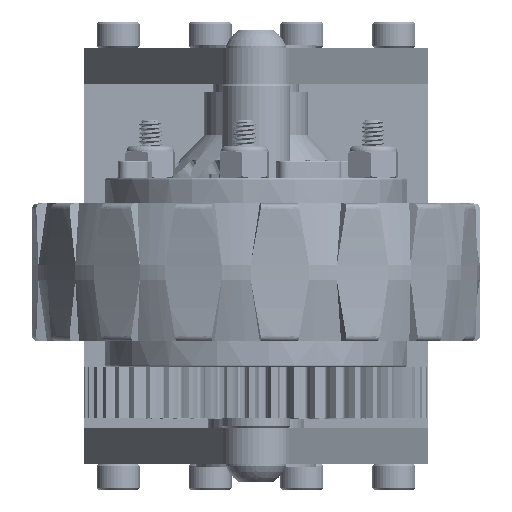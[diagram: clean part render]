
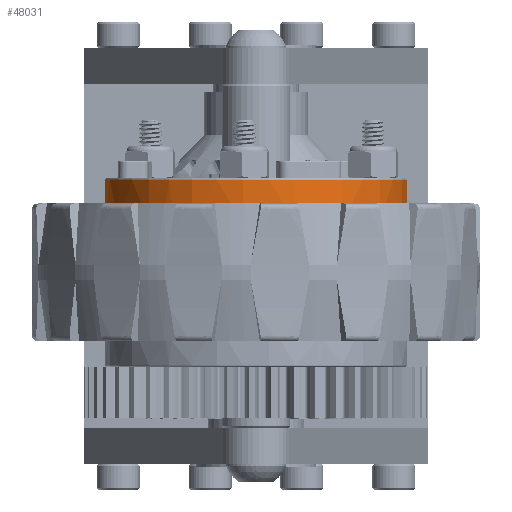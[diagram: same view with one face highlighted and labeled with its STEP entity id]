
A CAD part, front view. The second image highlights one B-rep face of the part: STEP entity #48031.
In plain terms, the highlighted conical face has half-angle 0.5 degrees and reference radius 27.94 mm.
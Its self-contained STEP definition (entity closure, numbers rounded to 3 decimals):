
#2980=LINE($,#86957,#4711);
#2981=LINE($,#86961,#4712);
#2982=LINE($,#86965,#4713);
#2983=LINE($,#86969,#4714);
#2984=LINE($,#86973,#4715);
#2985=LINE($,#86977,#4716);
#2986=LINE($,#86981,#4717);
#2987=LINE($,#86985,#4718);
#2988=LINE($,#86989,#4719);
#2989=LINE($,#86993,#4720);
#2990=LINE($,#86997,#4721);
#2991=LINE($,#87000,#4722);
#4711=VECTOR($,#61943,11.7);
#4712=VECTOR($,#61946,11.7);
#4713=VECTOR($,#61949,11.7);
#4714=VECTOR($,#61952,11.7);
#4715=VECTOR($,#61955,11.7);
#4716=VECTOR($,#61958,11.7);
#4717=VECTOR($,#61961,11.7);
#4718=VECTOR($,#61964,11.7);
#4719=VECTOR($,#61967,11.7);
#4720=VECTOR($,#61970,11.7);
#4721=VECTOR($,#61973,11.7);
#4722=VECTOR($,#61976,11.7);
#9072=CONICAL_SURFACE($,#52479,27.94,0.5);
#9619=FACE_BOUND($,#14055,.T.);
#10800=FACE_OUTER_BOUND($,#14054,.T.);
#14054=EDGE_LOOP($,(#36203));
#14055=EDGE_LOOP($,(#36204,#36205,#36206,#36207,#36208,#36209,#36210,#36211,
#36212,#36213,#36214,#36215,#36216,#36217,#36218,#36219,#36220,#36221,#36222,
#36223,#36224,#36225,#36226,#36227));
#17617=CIRCLE($,#52265,27.887);
#17774=CIRCLE($,#52480,28.027);
#17775=CIRCLE($,#52481,27.925);
#17776=CIRCLE($,#52482,28.027);
#17777=CIRCLE($,#52483,27.925);
#17778=CIRCLE($,#52484,28.027);
#17779=CIRCLE($,#52485,27.925);
#17780=CIRCLE($,#52486,28.027);
#17781=CIRCLE($,#52487,27.925);
#17782=CIRCLE($,#52488,28.027);
#17783=CIRCLE($,#52489,27.925);
#17784=CIRCLE($,#52490,28.027);
#17785=CIRCLE($,#52491,27.925);
#21935=VERTEX_POINT($,#86440);
#22137=VERTEX_POINT($,#86953);
#22138=VERTEX_POINT($,#86954);
#22139=VERTEX_POINT($,#86956);
#22140=VERTEX_POINT($,#86958);
#22141=VERTEX_POINT($,#86960);
#22142=VERTEX_POINT($,#86962);
#22143=VERTEX_POINT($,#86964);
#22144=VERTEX_POINT($,#86966);
#22145=VERTEX_POINT($,#86968);
#22146=VERTEX_POINT($,#86970);
#22147=VERTEX_POINT($,#86972);
#22148=VERTEX_POINT($,#86974);
#22149=VERTEX_POINT($,#86976);
#22150=VERTEX_POINT($,#86978);
#22151=VERTEX_POINT($,#86980);
#22152=VERTEX_POINT($,#86982);
#22153=VERTEX_POINT($,#86984);
#22154=VERTEX_POINT($,#86986);
#22155=VERTEX_POINT($,#86988);
#22156=VERTEX_POINT($,#86990);
#22157=VERTEX_POINT($,#86992);
#22158=VERTEX_POINT($,#86994);
#22159=VERTEX_POINT($,#86996);
#22160=VERTEX_POINT($,#86998);
#27137=EDGE_CURVE($,#21935,#21935,#17617,.T.);
#27362=EDGE_CURVE($,#22137,#22138,#17774,.T.);
#27363=EDGE_CURVE($,#22139,#22137,#2980,.T.);
#27364=EDGE_CURVE($,#22139,#22140,#17775,.T.);
#27365=EDGE_CURVE($,#22141,#22140,#2981,.T.);
#27366=EDGE_CURVE($,#22142,#22141,#17776,.T.);
#27367=EDGE_CURVE($,#22143,#22142,#2982,.T.);
#27368=EDGE_CURVE($,#22143,#22144,#17777,.T.);
#27369=EDGE_CURVE($,#22145,#22144,#2983,.T.);
#27370=EDGE_CURVE($,#22146,#22145,#17778,.T.);
#27371=EDGE_CURVE($,#22147,#22146,#2984,.T.);
#27372=EDGE_CURVE($,#22147,#22148,#17779,.T.);
#27373=EDGE_CURVE($,#22149,#22148,#2985,.T.);
#27374=EDGE_CURVE($,#22150,#22149,#17780,.T.);
#27375=EDGE_CURVE($,#22151,#22150,#2986,.T.);
#27376=EDGE_CURVE($,#22151,#22152,#17781,.T.);
#27377=EDGE_CURVE($,#22153,#22152,#2987,.T.);
#27378=EDGE_CURVE($,#22154,#22153,#17782,.T.);
#27379=EDGE_CURVE($,#22155,#22154,#2988,.T.);
#27380=EDGE_CURVE($,#22155,#22156,#17783,.T.);
#27381=EDGE_CURVE($,#22157,#22156,#2989,.T.);
#27382=EDGE_CURVE($,#22158,#22157,#17784,.T.);
#27383=EDGE_CURVE($,#22159,#22158,#2990,.T.);
#27384=EDGE_CURVE($,#22159,#22160,#17785,.T.);
#27385=EDGE_CURVE($,#22138,#22160,#2991,.T.);
#36203=ORIENTED_EDGE($,*,*,#27137,.T.);
#36204=ORIENTED_EDGE($,*,*,#27362,.F.);
#36205=ORIENTED_EDGE($,*,*,#27363,.F.);
#36206=ORIENTED_EDGE($,*,*,#27364,.T.);
#36207=ORIENTED_EDGE($,*,*,#27365,.F.);
#36208=ORIENTED_EDGE($,*,*,#27366,.F.);
#36209=ORIENTED_EDGE($,*,*,#27367,.F.);
#36210=ORIENTED_EDGE($,*,*,#27368,.T.);
#36211=ORIENTED_EDGE($,*,*,#27369,.F.);
#36212=ORIENTED_EDGE($,*,*,#27370,.F.);
#36213=ORIENTED_EDGE($,*,*,#27371,.F.);
#36214=ORIENTED_EDGE($,*,*,#27372,.T.);
#36215=ORIENTED_EDGE($,*,*,#27373,.F.);
#36216=ORIENTED_EDGE($,*,*,#27374,.F.);
#36217=ORIENTED_EDGE($,*,*,#27375,.F.);
#36218=ORIENTED_EDGE($,*,*,#27376,.T.);
#36219=ORIENTED_EDGE($,*,*,#27377,.F.);
#36220=ORIENTED_EDGE($,*,*,#27378,.F.);
#36221=ORIENTED_EDGE($,*,*,#27379,.F.);
#36222=ORIENTED_EDGE($,*,*,#27380,.T.);
#36223=ORIENTED_EDGE($,*,*,#27381,.F.);
#36224=ORIENTED_EDGE($,*,*,#27382,.F.);
#36225=ORIENTED_EDGE($,*,*,#27383,.F.);
#36226=ORIENTED_EDGE($,*,*,#27384,.T.);
#36227=ORIENTED_EDGE($,*,*,#27385,.F.);
#48031=ADVANCED_FACE($,(#10800,#9619),#9072,.T.);
#52265=AXIS2_PLACEMENT_3D($,#86441,#61449,#61450);
#52479=AXIS2_PLACEMENT_3D($,#86952,#61939,#61940);
#52480=AXIS2_PLACEMENT_3D($,#86955,#61941,#61942);
#52481=AXIS2_PLACEMENT_3D($,#86959,#61944,#61945);
#52482=AXIS2_PLACEMENT_3D($,#86963,#61947,#61948);
#52483=AXIS2_PLACEMENT_3D($,#86967,#61950,#61951);
#52484=AXIS2_PLACEMENT_3D($,#86971,#61953,#61954);
#52485=AXIS2_PLACEMENT_3D($,#86975,#61956,#61957);
#52486=AXIS2_PLACEMENT_3D($,#86979,#61959,#61960);
#52487=AXIS2_PLACEMENT_3D($,#86983,#61962,#61963);
#52488=AXIS2_PLACEMENT_3D($,#86987,#61965,#61966);
#52489=AXIS2_PLACEMENT_3D($,#86991,#61968,#61969);
#52490=AXIS2_PLACEMENT_3D($,#86995,#61971,#61972);
#52491=AXIS2_PLACEMENT_3D($,#86999,#61974,#61975);
#61449=DIRECTION('center_axis',(0.,0.,1.));
#61450=DIRECTION('ref_axis',(0.,1.,0.));
#61939=DIRECTION('center_axis',(0.,0.,1.));
#61940=DIRECTION('ref_axis',(0.,-1.,0.));
#61941=DIRECTION('center_axis',(0.,0.,1.));
#61942=DIRECTION('ref_axis',(1.,0.,0.));
#61943=DIRECTION($,(-0.004,-0.008,1.));
#61944=DIRECTION('center_axis',(0.,0.,-1.));
#61945=DIRECTION('ref_axis',(-1.,0.,0.));
#61946=DIRECTION($,(0.004,0.008,-1.));
#61947=DIRECTION('center_axis',(0.,0.,1.));
#61948=DIRECTION('ref_axis',(1.,0.,0.));
#61949=DIRECTION($,(-0.009,0.,1.));
#61950=DIRECTION('center_axis',(0.,0.,-1.));
#61951=DIRECTION('ref_axis',(-1.,0.,0.));
#61952=DIRECTION($,(0.009,0.,-1.));
#61953=DIRECTION('center_axis',(0.,0.,1.));
#61954=DIRECTION('ref_axis',(1.,0.,0.));
#61955=DIRECTION($,(-0.004,0.008,1.));
#61956=DIRECTION('center_axis',(0.,0.,-1.));
#61957=DIRECTION('ref_axis',(-1.,0.,0.));
#61958=DIRECTION($,(0.004,-0.008,-1.));
#61959=DIRECTION('center_axis',(0.,0.,1.));
#61960=DIRECTION('ref_axis',(1.,0.,0.));
#61961=DIRECTION($,(0.004,0.008,1.));
#61962=DIRECTION('center_axis',(0.,0.,-1.));
#61963=DIRECTION('ref_axis',(-1.,0.,0.));
#61964=DIRECTION($,(-0.004,-0.008,-1.));
#61965=DIRECTION('center_axis',(0.,0.,1.));
#61966=DIRECTION('ref_axis',(1.,0.,0.));
#61967=DIRECTION($,(0.009,0.,1.));
#61968=DIRECTION('center_axis',(0.,0.,-1.));
#61969=DIRECTION('ref_axis',(-1.,0.,0.));
#61970=DIRECTION($,(-0.009,0.,-1.));
#61971=DIRECTION('center_axis',(0.,0.,1.));
#61972=DIRECTION('ref_axis',(1.,0.,0.));
#61973=DIRECTION($,(0.004,-0.008,1.));
#61974=DIRECTION('center_axis',(0.,0.,-1.));
#61975=DIRECTION('ref_axis',(-1.,0.,0.));
#61976=DIRECTION($,(-0.004,0.008,-1.));
#86440=CARTESIAN_POINT('',(0.,-27.887,-17.102));
#86441=CARTESIAN_POINT('Origin',(0.,0.,
-17.102));
#86952=CARTESIAN_POINT('Origin',(0.,0.,
-11.017));
#86953=CARTESIAN_POINT('',(-13.359,-24.639,-1.));
#86954=CARTESIAN_POINT('',(13.359,-24.639,-1.));
#86955=CARTESIAN_POINT('Origin',(0.,0.,-1.));
#86956=CARTESIAN_POINT('',(-13.308,-24.55,-12.7));
#86957=CARTESIAN_POINT($,(-13.308,-24.55,-12.7));
#86958=CARTESIAN_POINT('',(-14.607,-23.8,-12.7));
#86959=CARTESIAN_POINT('Origin',(0.,0.,
-12.7));
#86960=CARTESIAN_POINT('',(-14.658,-23.889,-1.));
#86961=CARTESIAN_POINT($,(-14.658,-23.889,-1.));
#86962=CARTESIAN_POINT('',(-28.017,-0.75,-1.));
#86963=CARTESIAN_POINT('Origin',(0.,0.,-1.));
#86964=CARTESIAN_POINT('',(-27.915,-0.75,-12.7));
#86965=CARTESIAN_POINT($,(-27.915,-0.75,-12.7));
#86966=CARTESIAN_POINT('',(-27.915,0.75,-12.7));
#86967=CARTESIAN_POINT('Origin',(0.,0.,
-12.7));
#86968=CARTESIAN_POINT('',(-28.017,0.75,-1.));
#86969=CARTESIAN_POINT($,(-28.017,0.75,-1.));
#86970=CARTESIAN_POINT('',(-14.658,23.889,-1.));
#86971=CARTESIAN_POINT('Origin',(0.,0.,-1.));
#86972=CARTESIAN_POINT('',(-14.607,23.8,-12.7));
#86973=CARTESIAN_POINT($,(-14.607,23.8,-12.7));
#86974=CARTESIAN_POINT('',(-13.308,24.55,-12.7));
#86975=CARTESIAN_POINT('Origin',(0.,0.,
-12.7));
#86976=CARTESIAN_POINT('',(-13.359,24.639,-1.));
#86977=CARTESIAN_POINT($,(-13.359,24.639,-1.));
#86978=CARTESIAN_POINT('',(13.359,24.639,-1.));
#86979=CARTESIAN_POINT('Origin',(0.,0.,-1.));
#86980=CARTESIAN_POINT('',(13.308,24.55,-12.7));
#86981=CARTESIAN_POINT($,(13.308,24.55,-12.7));
#86982=CARTESIAN_POINT('',(14.607,23.8,-12.7));
#86983=CARTESIAN_POINT('Origin',(0.,0.,
-12.7));
#86984=CARTESIAN_POINT('',(14.658,23.889,-1.));
#86985=CARTESIAN_POINT($,(14.658,23.889,-1.));
#86986=CARTESIAN_POINT('',(28.017,0.75,-1.));
#86987=CARTESIAN_POINT('Origin',(0.,0.,-1.));
#86988=CARTESIAN_POINT('',(27.915,0.75,-12.7));
#86989=CARTESIAN_POINT($,(27.915,0.75,-12.7));
#86990=CARTESIAN_POINT('',(27.915,-0.75,-12.7));
#86991=CARTESIAN_POINT('Origin',(0.,0.,
-12.7));
#86992=CARTESIAN_POINT('',(28.017,-0.75,-1.));
#86993=CARTESIAN_POINT($,(28.017,-0.75,-1.));
#86994=CARTESIAN_POINT('',(14.658,-23.889,-1.));
#86995=CARTESIAN_POINT('Origin',(0.,0.,-1.));
#86996=CARTESIAN_POINT('',(14.607,-23.8,-12.7));
#86997=CARTESIAN_POINT($,(14.607,-23.8,-12.7));
#86998=CARTESIAN_POINT('',(13.308,-24.55,-12.7));
#86999=CARTESIAN_POINT('Origin',(0.,0.,
-12.7));
#87000=CARTESIAN_POINT($,(13.359,-24.639,-1.));
